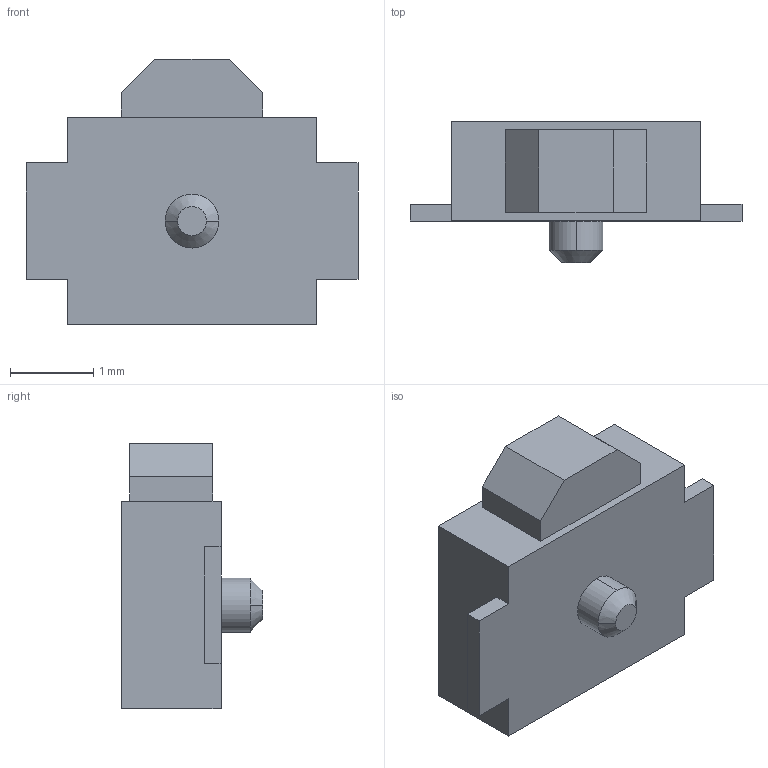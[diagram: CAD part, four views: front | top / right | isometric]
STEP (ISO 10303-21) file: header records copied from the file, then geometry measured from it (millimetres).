
FILE_DESCRIPTION (( 'STEP AP214' ), '1' );
FILE_NAME ('B3U-3000P-B.STEP', '2023-09-07T16:35:09', ( 'USER' ), ( '' ), 'SwSTEP 2.0', 'SolidWorks 2016', '' );
FILE_SCHEMA (( 'AUTOMOTIVE_DESIGN' ));
Length unit declared in the file: millimetre
Products named in the file (1): B3U-3000P-B
Bounding box: 4 x 1.7 x 3.2 mm (x, y, z)
Volume: 10.5 mm3; surface area: 35.2 mm2
Topology: 1 solids, 1 shells, 26 faces, 66 edges, 44 vertices
Faces by surface type: plane 22, cylinder 2, cone 2
Entity records: 889 total; most frequent: CARTESIAN_POINT 137, ORIENTED_EDGE 132, DIRECTION 128, EDGE_CURVE 66, LINE 58, VECTOR 58, VERTEX_POINT 44, AXIS2_PLACEMENT_3D 35
